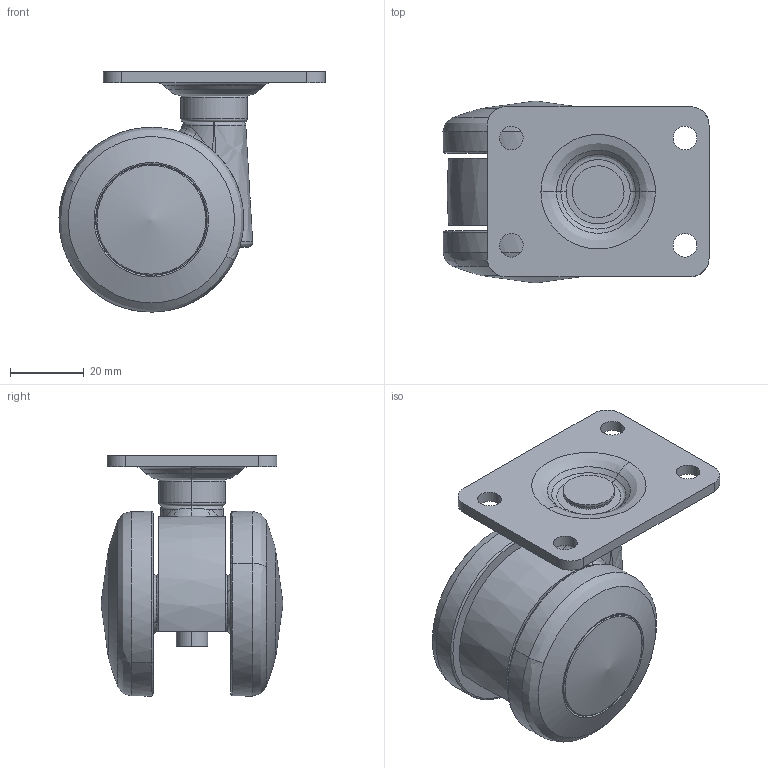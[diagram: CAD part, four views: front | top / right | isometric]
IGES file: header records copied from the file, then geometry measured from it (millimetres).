
Start section: ------------------------------------------------------------------------
Global section: file name: PC003.16728.TCA_A50BF47X29_2402.igs; native system: spGate; preprocessor: ver18.9.1 (****-****-****-****); author: Unknown; organization: Unknown; date: 221104.144821; units: millimetre
Bounding box: 71.99 x 49.24 x 65 mm (x, y, z)
Volume: 70712.2 mm3; surface area: 30506.3 mm2
Topology: 4 solids, 4 shells, 166 faces, 376 edges, 232 vertices
Faces by surface type: bspline 166
